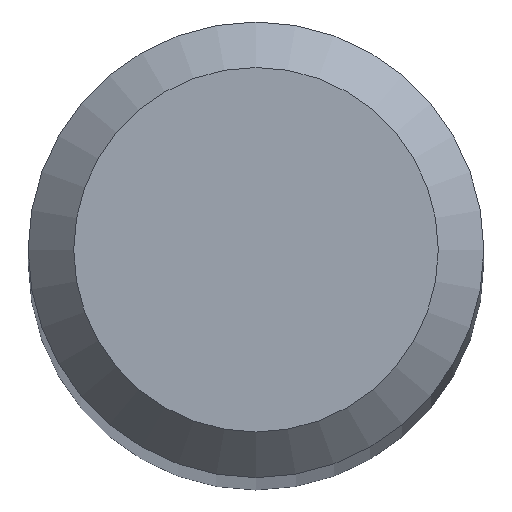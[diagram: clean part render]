
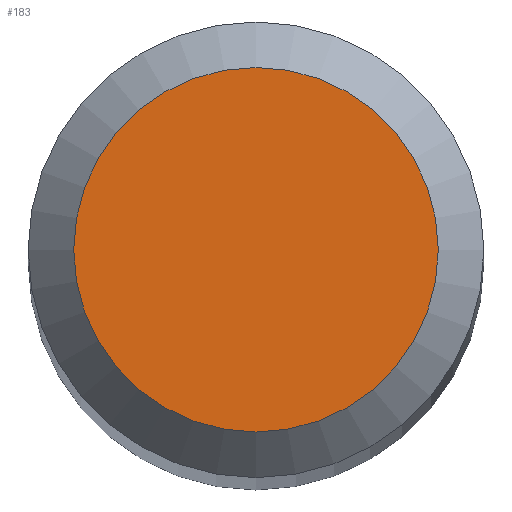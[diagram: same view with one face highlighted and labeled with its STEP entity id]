
A CAD part, top view. The second image highlights one B-rep face of the part: STEP entity #183.
In plain terms, the highlighted planar face has unit normal (0, 0, 1).
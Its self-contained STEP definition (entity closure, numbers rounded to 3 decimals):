
#33 = AXIS2_PLACEMENT_3D ( 'NONE', #155, #271, #67 ) ;
#67 = DIRECTION ( 'NONE',  ( 0., 1., 0. ) ) ;
#87 = EDGE_LOOP ( 'NONE', ( #128 ) ) ;
#93 = PLANE ( 'NONE',  #152 ) ;
#128 = ORIENTED_EDGE ( 'NONE', *, *, #132, .F. ) ;
#132 = EDGE_CURVE ( 'NONE', #141, #141, #300, .T. ) ;
#141 = VERTEX_POINT ( 'NONE', #159 ) ;
#152 = AXIS2_PLACEMENT_3D ( 'NONE', #179, #156, #253 ) ;
#155 = CARTESIAN_POINT ( 'NONE',  ( 0., 0., 30. ) ) ;
#156 = DIRECTION ( 'NONE',  ( 0., 0., -1. ) ) ;
#159 = CARTESIAN_POINT ( 'NONE',  ( 0., 0.6, 30. ) ) ;
#179 = CARTESIAN_POINT ( 'NONE',  ( 0., 0., 30. ) ) ;
#183 = ADVANCED_FACE ( 'NONE', ( #226 ), #93, .F. ) ;
#226 = FACE_OUTER_BOUND ( 'NONE', #87, .T. ) ;
#253 = DIRECTION ( 'NONE',  ( 0., 1., 0. ) ) ;
#271 = DIRECTION ( 'NONE',  ( 0., 0., -1. ) ) ;
#300 = CIRCLE ( 'NONE', #33, 0.6 ) ;
